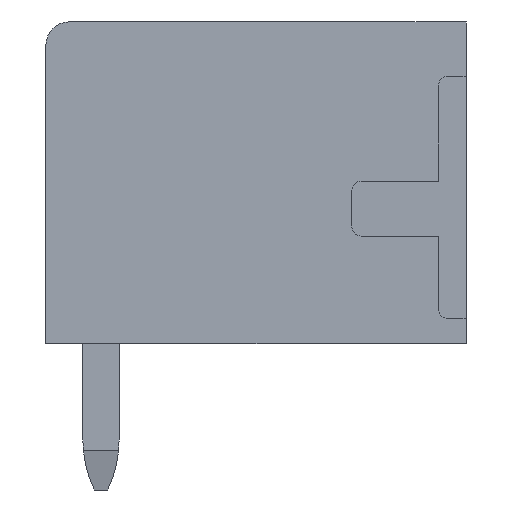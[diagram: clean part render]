
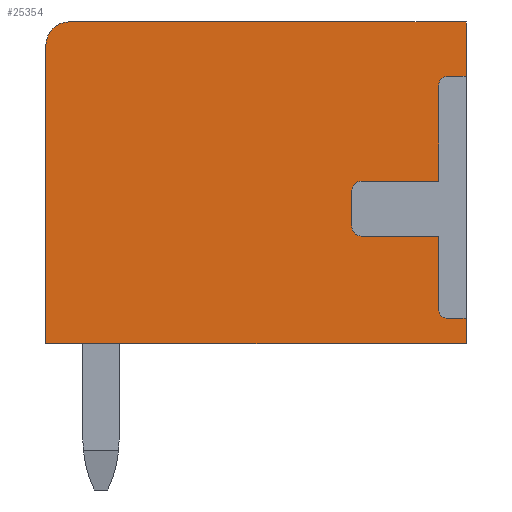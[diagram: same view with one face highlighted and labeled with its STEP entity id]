
A CAD part, left-side view. The second image highlights one B-rep face of the part: STEP entity #25354.
In plain terms, the highlighted planar face has unit normal (-1, 0, 0).
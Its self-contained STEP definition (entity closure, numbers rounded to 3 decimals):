
#25165=AXIS2_PLACEMENT_3D('Circle Axis2P3D',#25163,#25164,$) ;
#25253=AXIS2_PLACEMENT_3D('Plane Axis2P3D',#25250,#25251,#25252) ;
#25269=AXIS2_PLACEMENT_3D('Circle Axis2P3D',#25267,#25268,$) ;
#25290=AXIS2_PLACEMENT_3D('Circle Axis2P3D',#25288,#25289,$) ;
#25304=AXIS2_PLACEMENT_3D('Circle Axis2P3D',#25302,#25303,$) ;
#25325=AXIS2_PLACEMENT_3D('Circle Axis2P3D',#25323,#25324,$) ;
#388=CARTESIAN_POINT('Vertex',(0.3,0.,3.2)) ;
#391=CARTESIAN_POINT('Line Origine',(0.3,4.6,3.2)) ;
#395=CARTESIAN_POINT('Vertex',(0.3,9.2,3.2)) ;
#7463=CARTESIAN_POINT('Line Origine',(0.3,9.2,6.475)) ;
#7467=CARTESIAN_POINT('Vertex',(0.3,9.2,9.75)) ;
#9000=CARTESIAN_POINT('Vertex',(0.3,0.,3.76)) ;
#9005=CARTESIAN_POINT('Line Origine',(0.3,0.,3.48)) ;
#9049=CARTESIAN_POINT('Vertex',(0.3,0.,10.25)) ;
#9052=CARTESIAN_POINT('Line Origine',(0.3,0.,9.655)) ;
#9056=CARTESIAN_POINT('Vertex',(0.3,0.,9.06)) ;
#25163=CARTESIAN_POINT('Axis2P3D Location',(0.3,8.7,9.75)) ;
#25167=CARTESIAN_POINT('Vertex',(0.3,8.7,10.25)) ;
#25250=CARTESIAN_POINT('Axis2P3D Location',(0.3,0.,0.)) ;
#25255=CARTESIAN_POINT('Line Origine',(0.3,4.35,10.25)) ;
#25260=CARTESIAN_POINT('Line Origine',(0.3,0.2,3.76)) ;
#25264=CARTESIAN_POINT('Vertex',(0.3,0.4,3.76)) ;
#25267=CARTESIAN_POINT('Axis2P3D Location',(0.3,0.4,3.96)) ;
#25271=CARTESIAN_POINT('Vertex',(0.3,0.6,3.96)) ;
#25274=CARTESIAN_POINT('Line Origine',(0.3,0.6,4.76)) ;
#25278=CARTESIAN_POINT('Vertex',(0.3,0.6,5.56)) ;
#25281=CARTESIAN_POINT('Line Origine',(0.3,1.45,5.56)) ;
#25285=CARTESIAN_POINT('Vertex',(0.3,2.3,5.56)) ;
#25288=CARTESIAN_POINT('Axis2P3D Location',(0.3,2.3,5.76)) ;
#25292=CARTESIAN_POINT('Vertex',(0.3,2.5,5.76)) ;
#25295=CARTESIAN_POINT('Line Origine',(0.3,2.5,6.16)) ;
#25299=CARTESIAN_POINT('Vertex',(0.3,2.5,6.56)) ;
#25302=CARTESIAN_POINT('Axis2P3D Location',(0.3,2.3,6.56)) ;
#25306=CARTESIAN_POINT('Vertex',(0.3,2.3,6.76)) ;
#25309=CARTESIAN_POINT('Line Origine',(0.3,1.45,6.76)) ;
#25313=CARTESIAN_POINT('Vertex',(0.3,0.6,6.76)) ;
#25316=CARTESIAN_POINT('Line Origine',(0.3,0.6,7.81)) ;
#25320=CARTESIAN_POINT('Vertex',(0.3,0.6,8.86)) ;
#25323=CARTESIAN_POINT('Axis2P3D Location',(0.3,0.4,8.86)) ;
#25327=CARTESIAN_POINT('Vertex',(0.3,0.4,9.06)) ;
#25330=CARTESIAN_POINT('Line Origine',(0.3,0.2,9.06)) ;
#392=DIRECTION('Vector Direction',(0.,1.,0.)) ;
#7464=DIRECTION('Vector Direction',(0.,0.,1.)) ;
#9006=DIRECTION('Vector Direction',(0.,0.,-1.)) ;
#9053=DIRECTION('Vector Direction',(0.,0.,-1.)) ;
#25164=DIRECTION('Axis2P3D Direction',(-1.,0.,0.)) ;
#25251=DIRECTION('Axis2P3D Direction',(-1.,0.,0.)) ;
#25252=DIRECTION('Axis2P3D XDirection',(0.,-1.,0.)) ;
#25256=DIRECTION('Vector Direction',(0.,-1.,0.)) ;
#25261=DIRECTION('Vector Direction',(0.,1.,0.)) ;
#25268=DIRECTION('Axis2P3D Direction',(-1.,0.,0.)) ;
#25275=DIRECTION('Vector Direction',(0.,0.,1.)) ;
#25282=DIRECTION('Vector Direction',(0.,1.,0.)) ;
#25289=DIRECTION('Axis2P3D Direction',(-1.,0.,0.)) ;
#25296=DIRECTION('Vector Direction',(0.,0.,1.)) ;
#25303=DIRECTION('Axis2P3D Direction',(-1.,0.,0.)) ;
#25310=DIRECTION('Vector Direction',(0.,-1.,0.)) ;
#25317=DIRECTION('Vector Direction',(0.,0.,1.)) ;
#25324=DIRECTION('Axis2P3D Direction',(-1.,0.,0.)) ;
#25331=DIRECTION('Vector Direction',(0.,-1.,0.)) ;
#393=VECTOR('Line Direction',#392,1.) ;
#7465=VECTOR('Line Direction',#7464,1.) ;
#9007=VECTOR('Line Direction',#9006,1.) ;
#9054=VECTOR('Line Direction',#9053,1.) ;
#25257=VECTOR('Line Direction',#25256,1.) ;
#25262=VECTOR('Line Direction',#25261,1.) ;
#25276=VECTOR('Line Direction',#25275,1.) ;
#25283=VECTOR('Line Direction',#25282,1.) ;
#25297=VECTOR('Line Direction',#25296,1.) ;
#25311=VECTOR('Line Direction',#25310,1.) ;
#25318=VECTOR('Line Direction',#25317,1.) ;
#25332=VECTOR('Line Direction',#25331,1.) ;
#25336=ORIENTED_EDGE('',*,*,#9058,.T.) ;
#25337=ORIENTED_EDGE('',*,*,#25259,.T.) ;
#25338=ORIENTED_EDGE('',*,*,#25169,.T.) ;
#25339=ORIENTED_EDGE('',*,*,#7469,.T.) ;
#25340=ORIENTED_EDGE('',*,*,#397,.T.) ;
#25341=ORIENTED_EDGE('',*,*,#9009,.T.) ;
#25342=ORIENTED_EDGE('',*,*,#25266,.F.) ;
#25343=ORIENTED_EDGE('',*,*,#25273,.F.) ;
#25344=ORIENTED_EDGE('',*,*,#25280,.F.) ;
#25345=ORIENTED_EDGE('',*,*,#25287,.F.) ;
#25346=ORIENTED_EDGE('',*,*,#25294,.F.) ;
#25347=ORIENTED_EDGE('',*,*,#25301,.F.) ;
#25348=ORIENTED_EDGE('',*,*,#25308,.F.) ;
#25349=ORIENTED_EDGE('',*,*,#25315,.F.) ;
#25350=ORIENTED_EDGE('',*,*,#25322,.F.) ;
#25351=ORIENTED_EDGE('',*,*,#25329,.F.) ;
#25352=ORIENTED_EDGE('',*,*,#25334,.F.) ;
#25354=ADVANCED_FACE('_SC 3.81/20/90G3.2SN OR 1942250000',(#25353),#25254,.T.) ;
#25166=CIRCLE('generated circle',#25165,0.5) ;
#25270=CIRCLE('generated circle',#25269,0.2) ;
#25291=CIRCLE('generated circle',#25290,0.2) ;
#25305=CIRCLE('generated circle',#25304,0.2) ;
#25326=CIRCLE('generated circle',#25325,0.2) ;
#397=EDGE_CURVE('',#396,#389,#394,.F.) ;
#7469=EDGE_CURVE('',#7468,#396,#7466,.F.) ;
#9009=EDGE_CURVE('',#389,#9001,#9008,.F.) ;
#9058=EDGE_CURVE('',#9057,#9050,#9055,.F.) ;
#25169=EDGE_CURVE('',#25168,#7468,#25166,.T.) ;
#25259=EDGE_CURVE('',#9050,#25168,#25258,.F.) ;
#25266=EDGE_CURVE('',#25265,#9001,#25263,.F.) ;
#25273=EDGE_CURVE('',#25272,#25265,#25270,.T.) ;
#25280=EDGE_CURVE('',#25279,#25272,#25277,.F.) ;
#25287=EDGE_CURVE('',#25286,#25279,#25284,.F.) ;
#25294=EDGE_CURVE('',#25293,#25286,#25291,.T.) ;
#25301=EDGE_CURVE('',#25300,#25293,#25298,.F.) ;
#25308=EDGE_CURVE('',#25307,#25300,#25305,.T.) ;
#25315=EDGE_CURVE('',#25314,#25307,#25312,.F.) ;
#25322=EDGE_CURVE('',#25321,#25314,#25319,.F.) ;
#25329=EDGE_CURVE('',#25328,#25321,#25326,.T.) ;
#25334=EDGE_CURVE('',#9057,#25328,#25333,.F.) ;
#25335=EDGE_LOOP('',(#25336,#25337,#25338,#25339,#25340,#25341,#25342,#25343,#25344,#25345,#25346,#25347,#25348,#25349,#25350,#25351,#25352)) ;
#25353=FACE_OUTER_BOUND('',#25335,.T.) ;
#394=LINE('Line',#391,#393) ;
#7466=LINE('Line',#7463,#7465) ;
#9008=LINE('Line',#9005,#9007) ;
#9055=LINE('Line',#9052,#9054) ;
#25258=LINE('Line',#25255,#25257) ;
#25263=LINE('Line',#25260,#25262) ;
#25277=LINE('Line',#25274,#25276) ;
#25284=LINE('Line',#25281,#25283) ;
#25298=LINE('Line',#25295,#25297) ;
#25312=LINE('Line',#25309,#25311) ;
#25319=LINE('Line',#25316,#25318) ;
#25333=LINE('Line',#25330,#25332) ;
#25254=PLANE('',#25253) ;
#389=VERTEX_POINT('',#388) ;
#396=VERTEX_POINT('',#395) ;
#7468=VERTEX_POINT('',#7467) ;
#9001=VERTEX_POINT('',#9000) ;
#9050=VERTEX_POINT('',#9049) ;
#9057=VERTEX_POINT('',#9056) ;
#25168=VERTEX_POINT('',#25167) ;
#25265=VERTEX_POINT('',#25264) ;
#25272=VERTEX_POINT('',#25271) ;
#25279=VERTEX_POINT('',#25278) ;
#25286=VERTEX_POINT('',#25285) ;
#25293=VERTEX_POINT('',#25292) ;
#25300=VERTEX_POINT('',#25299) ;
#25307=VERTEX_POINT('',#25306) ;
#25314=VERTEX_POINT('',#25313) ;
#25321=VERTEX_POINT('',#25320) ;
#25328=VERTEX_POINT('',#25327) ;
